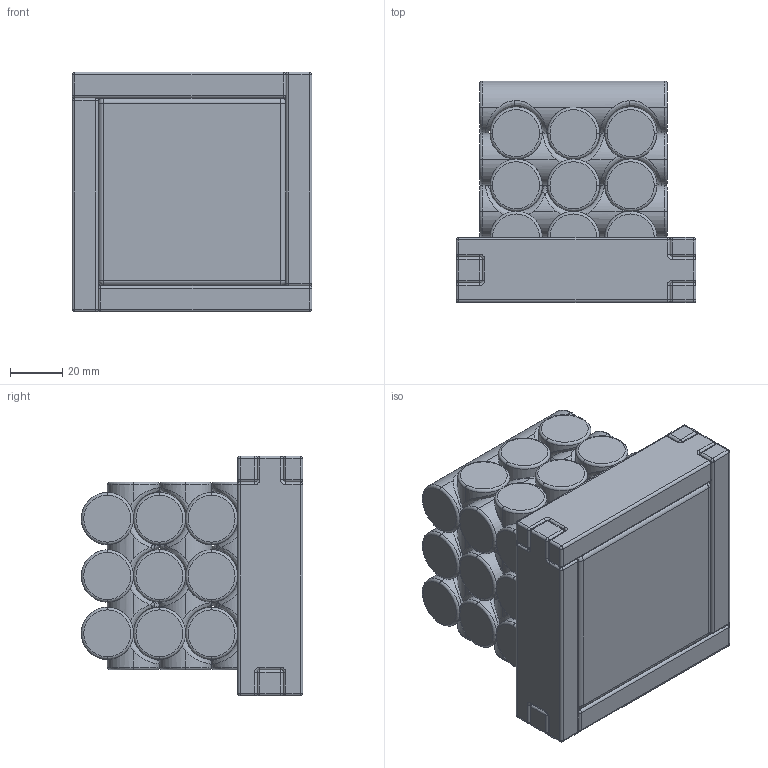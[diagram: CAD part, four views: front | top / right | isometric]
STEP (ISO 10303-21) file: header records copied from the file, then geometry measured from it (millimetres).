
FILE_DESCRIPTION (( 'STEP AP214' ), '1' );
FILE_NAME ('STEP_Logs_Stack.STEP', '2018-01-18T17:34:31', ( '' ), ( '' ), 'SwSTEP 2.0', 'SolidWorks 2016', '' );
FILE_SCHEMA (( 'AUTOMOTIVE_DESIGN' ));
Length unit declared in the file: millimetre
Products named in the file (9): Logs_Stack_(6-slot-invert-slot-invert-slot); Logs_Stack_(5-slot-slot-invert-slot); Logs_Stack_(4-slot-invert-slot); Logs_Stack_(3-slot-slot-slot); Logs_Stack_(2-slot-slot-space); Logs_Stack_(1-slot-space-slot); STEP_Logs_Stack; Logs_Stack_(sides); Logs_Stack_(base)
Assembly tree (23 placements, depth 2):
  STEP_Logs_Stack
    Logs_Stack_(1-slot-space-slot)  x3
    Logs_Stack_(2-slot-slot-space)  x3
    Logs_Stack_(3-slot-slot-slot)  x3
    Logs_Stack_(4-slot-invert-slot)  x3
    Logs_Stack_(5-slot-slot-invert-slot)  x3
    Logs_Stack_(6-slot-invert-slot-invert-slot)  x3
    Logs_Stack_(base)
    Logs_Stack_(sides)  x4
Bounding box: 92 x 85 x 92 mm (x, y, z)
Volume: 475609.9 mm3; surface area: 132599.8 mm2
Topology: 23 solids, 23 shells, 710 faces, 1640 edges, 884 vertices
Faces by surface type: cylinder 317, bspline 112, torus 110, plane 99, sphere 72
Entity records: 18130 total; most frequent: CARTESIAN_POINT 12502, ORIENTED_EDGE 1104, DIRECTION 1092, EDGE_CURVE 552, AXIS2_PLACEMENT_3D 466, VERTEX_POINT 316, ADVANCED_FACE 252, EDGE_LOOP 252
